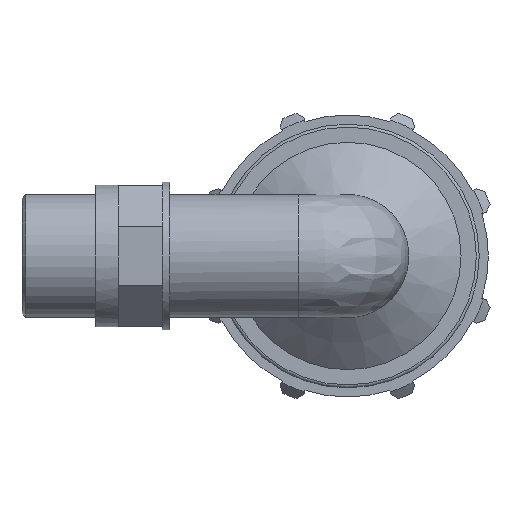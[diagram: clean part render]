
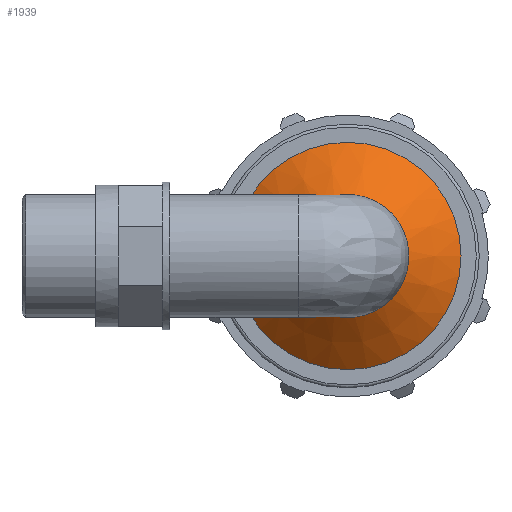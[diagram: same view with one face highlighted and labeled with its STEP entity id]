
A CAD part, left-side view. The second image highlights one B-rep face of the part: STEP entity #1939.
In plain terms, the highlighted conical face has half-angle 50 degrees and reference radius 23.687 mm.
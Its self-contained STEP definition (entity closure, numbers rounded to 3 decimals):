
#47=CONICAL_SURFACE('',#2096,23.687,50.);
#62=B_SPLINE_CURVE_WITH_KNOTS('',3,(#3010,#3011,#3012,#3013,#3014,#3015,
#3016,#3017,#3018,#3019,#3020,#3021,#3022,#3023),.UNSPECIFIED.,.F.,.F.,
(4,2,2,2,2,2,4),(6.396,6.73,7.024,7.319,
7.613,7.908,8.241),.UNSPECIFIED.);
#65=FACE_BOUND('',#297,.T.);
#169=FACE_OUTER_BOUND('',#296,.T.);
#296=EDGE_LOOP('',(#1403));
#297=EDGE_LOOP('',(#1404,#1405));
#730=CIRCLE('',#2086,16.625);
#736=CIRCLE('',#2097,30.75);
#846=VERTEX_POINT('',#2996);
#847=VERTEX_POINT('',#2997);
#853=VERTEX_POINT('',#3055);
#1065=EDGE_CURVE('',#846,#847,#730,.T.);
#1071=EDGE_CURVE('',#846,#847,#62,.T.);
#1074=EDGE_CURVE('',#853,#853,#736,.T.);
#1403=ORIENTED_EDGE('',*,*,#1074,.F.);
#1404=ORIENTED_EDGE('',*,*,#1071,.F.);
#1405=ORIENTED_EDGE('',*,*,#1065,.T.);
#1939=ADVANCED_FACE('',(#169,#65),#47,.T.);
#2086=AXIS2_PLACEMENT_3D('',#2998,#2416,#2417);
#2096=AXIS2_PLACEMENT_3D('',#3054,#2436,#2437);
#2097=AXIS2_PLACEMENT_3D('',#3056,#2438,#2439);
#2416=DIRECTION('center_axis',(1.,0.,0.));
#2417=DIRECTION('ref_axis',(0.,0.,-1.));
#2436=DIRECTION('center_axis',(1.,0.,0.));
#2437=DIRECTION('ref_axis',(0.,1.,0.));
#2438=DIRECTION('center_axis',(1.,0.,0.));
#2439=DIRECTION('ref_axis',(0.,0.,-1.));
#2996=CARTESIAN_POINT('',(14.601,14.601,7.95));
#2997=CARTESIAN_POINT('',(14.601,14.601,-7.95));
#2998=CARTESIAN_POINT('Origin',(14.601,0.,0.));
#3010=CARTESIAN_POINT('Ctrl Pts',(14.601,14.601,7.95));
#3011=CARTESIAN_POINT('Ctrl Pts',(14.984,15.505,7.245));
#3012=CARTESIAN_POINT('Ctrl Pts',(15.354,16.328,6.438));
#3013=CARTESIAN_POINT('Ctrl Pts',(15.922,17.565,4.847));
#3014=CARTESIAN_POINT('Ctrl Pts',(16.178,18.105,3.952));
#3015=CARTESIAN_POINT('Ctrl Pts',(16.53,18.843,2.021));
#3016=CARTESIAN_POINT('Ctrl Pts',(16.625,19.036,0.982));
#3017=CARTESIAN_POINT('Ctrl Pts',(16.625,19.036,-0.982));
#3018=CARTESIAN_POINT('Ctrl Pts',(16.53,18.843,-2.021));
#3019=CARTESIAN_POINT('Ctrl Pts',(16.178,18.105,-3.952));
#3020=CARTESIAN_POINT('Ctrl Pts',(15.922,17.565,-4.847));
#3021=CARTESIAN_POINT('Ctrl Pts',(15.354,16.328,-6.438));
#3022=CARTESIAN_POINT('Ctrl Pts',(14.984,15.505,-7.245));
#3023=CARTESIAN_POINT('Ctrl Pts',(14.601,14.601,-7.95));
#3054=CARTESIAN_POINT('Origin',(20.527,0.,0.));
#3055=CARTESIAN_POINT('',(26.453,30.75,0.));
#3056=CARTESIAN_POINT('Origin',(26.453,0.,0.));
